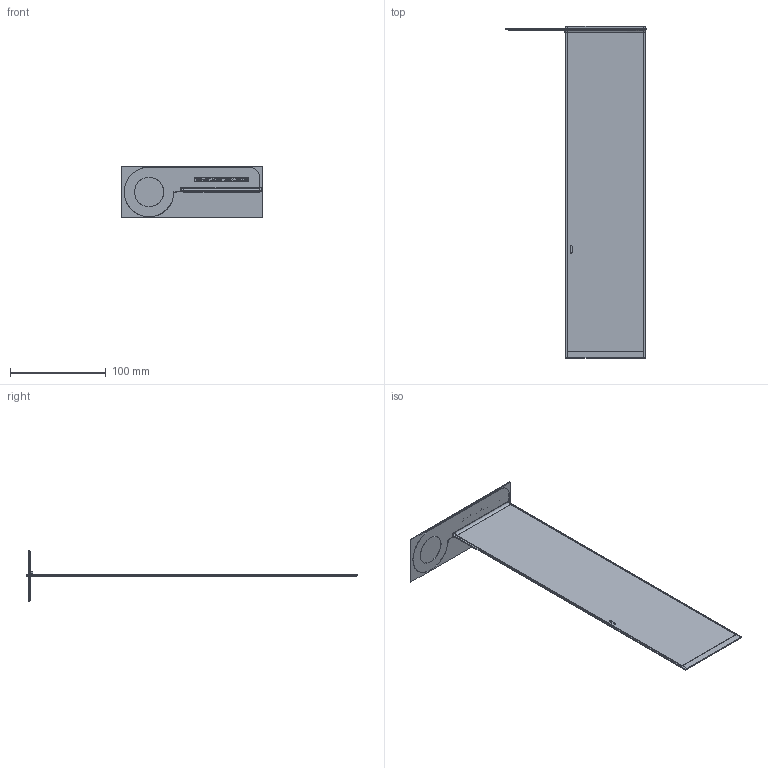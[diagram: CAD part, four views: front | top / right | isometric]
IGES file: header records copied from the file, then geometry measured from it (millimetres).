
Start section:  PTC IGES file: 199046.igs
Global section: file name: 199046.igs; native system: Creo Parametric by PTC Inc.; preprocessor: 2016260; author: PDMAdmin; organization: Unknown; date: 20170215.093105; units: millimetre
Bounding box: 147.7 x 347.57 x 54.08 mm (x, y, z)
Volume: 36781.9 mm3; surface area: 325550.3 mm2
Topology: 1 solids, 1 shells, 986 faces, 4794 edges, 5750 vertices
Faces by surface type: bspline 960, revolution 26
